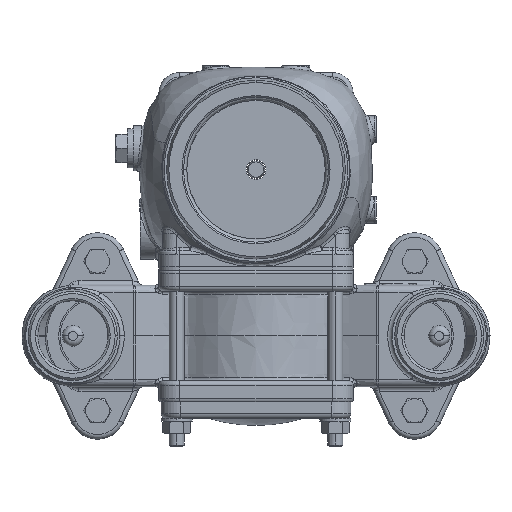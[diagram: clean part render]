
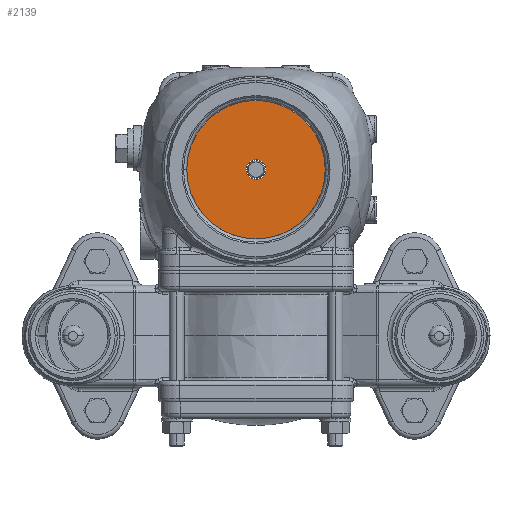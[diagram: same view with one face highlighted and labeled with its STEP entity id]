
A CAD part, left-side view. The second image highlights one B-rep face of the part: STEP entity #2139.
In plain terms, the highlighted planar face has unit normal (-1, 0, 0).
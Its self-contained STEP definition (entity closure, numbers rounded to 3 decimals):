
#2139 = ADVANCED_FACE ( 'NONE', ( #45024, #44960 ), #25406, .F. ) ;
#15991 = ORIENTED_EDGE ( 'NONE', *, *, #105316, .T. ) ;
#15992 = ORIENTED_EDGE ( 'NONE', *, *, #105314, .T. ) ;
#15993 = ORIENTED_EDGE ( 'NONE', *, *, #105304, .F. ) ;
#15994 = ORIENTED_EDGE ( 'NONE', *, *, #105319, .F. ) ;
#25405 = CARTESIAN_POINT ( 'NONE',  ( -171.5, 6., 0. ) ) ;
#25406 = PLANE ( 'NONE',  #100536 ) ;
#25415 = DIRECTION ( 'NONE',  ( 1., 0., 0. ) ) ;
#25416 = DIRECTION ( 'NONE',  ( 0., 0., -1. ) ) ;
#32949 = CARTESIAN_POINT ( 'NONE',  ( -171.5, 0., 0. ) ) ;
#32954 = CARTESIAN_POINT ( 'NONE',  ( -171.5, 0., 0. ) ) ;
#32955 = DIRECTION ( 'NONE',  ( 1., 0., 0. ) ) ;
#32956 = DIRECTION ( 'NONE',  ( 0., 0., -1. ) ) ;
#32964 = CARTESIAN_POINT ( 'NONE',  ( -171.5, 0., 0. ) ) ;
#32965 = DIRECTION ( 'NONE',  ( 1., 0., 0. ) ) ;
#32966 = DIRECTION ( 'NONE',  ( 0., 0., -1. ) ) ;
#32967 = CARTESIAN_POINT ( 'NONE',  ( -171.5, 0., 0. ) ) ;
#32969 = DIRECTION ( 'NONE',  ( 1., 0., 0. ) ) ;
#32970 = DIRECTION ( 'NONE',  ( 0., 0., -1. ) ) ;
#32972 = DIRECTION ( 'NONE',  ( 1., 0., 0. ) ) ;
#32973 = DIRECTION ( 'NONE',  ( 0., 0., -1. ) ) ;
#44085 = VERTEX_POINT ( 'NONE', #179194 ) ;
#44086 = VERTEX_POINT ( 'NONE', #179195 ) ;
#44089 = VERTEX_POINT ( 'NONE', #179199 ) ;
#44090 = VERTEX_POINT ( 'NONE', #179200 ) ;
#44960 = FACE_OUTER_BOUND ( 'NONE', #197629, .T. ) ;
#45024 = FACE_BOUND ( 'NONE', #197660, .T. ) ;
#100536 = AXIS2_PLACEMENT_3D ( 'NONE', #25405, #25415, #25416 ) ;
#101191 = AXIS2_PLACEMENT_3D ( 'NONE', #32954, #32955, #32956 ) ;
#101197 = AXIS2_PLACEMENT_3D ( 'NONE', #32967, #32969, #32970 ) ;
#101199 = AXIS2_PLACEMENT_3D ( 'NONE', #32949, #32965, #32966 ) ;
#101203 = AXIS2_PLACEMENT_3D ( 'NONE', #32964, #32972, #32973 ) ;
#105304 = EDGE_CURVE ( 'NONE', #44085, #44086, #116598, .T. ) ;
#105314 = EDGE_CURVE ( 'NONE', #44090, #44089, #116544, .T. ) ;
#105316 = EDGE_CURVE ( 'NONE', #44089, #44090, #116528, .T. ) ;
#105319 = EDGE_CURVE ( 'NONE', #44086, #44085, #116466, .T. ) ;
#116466 = CIRCLE ( 'NONE', #101203, 46.268 ) ;
#116528 = CIRCLE ( 'NONE', #101197, 6.6 ) ;
#116544 = CIRCLE ( 'NONE', #101199, 6.6 ) ;
#116598 = CIRCLE ( 'NONE', #101191, 46.268 ) ;
#179194 = CARTESIAN_POINT ( 'NONE',  ( -171.5, 0., -46.268 ) ) ;
#179195 = CARTESIAN_POINT ( 'NONE',  ( -171.5, 0., 46.268 ) ) ;
#179199 = CARTESIAN_POINT ( 'NONE',  ( -171.5, 0., -6.6 ) ) ;
#179200 = CARTESIAN_POINT ( 'NONE',  ( -171.5, 0., 6.6 ) ) ;
#197629 = EDGE_LOOP ( 'NONE', ( #15993, #15994 ) ) ;
#197660 = EDGE_LOOP ( 'NONE', ( #15991, #15992 ) ) ;
